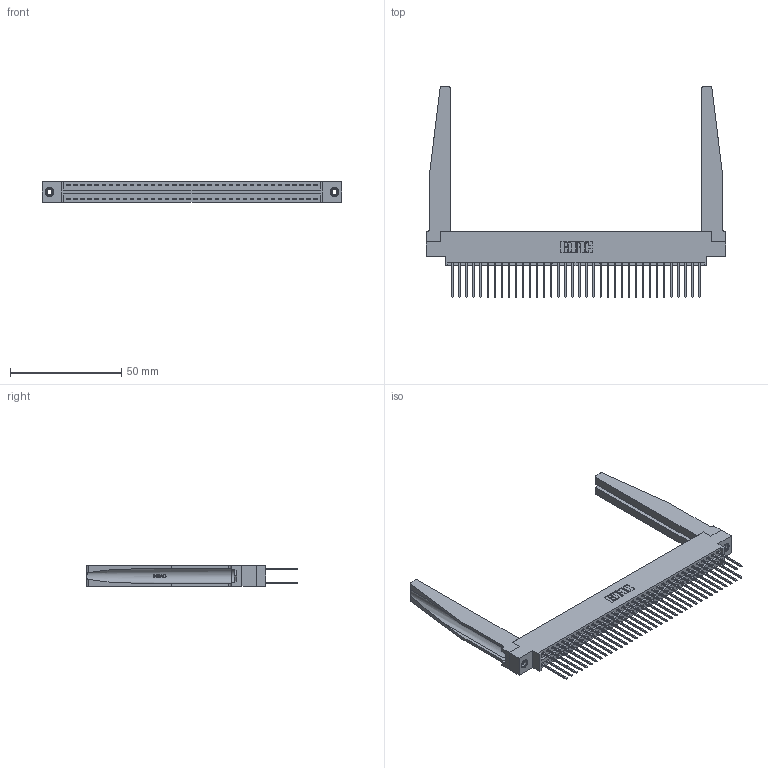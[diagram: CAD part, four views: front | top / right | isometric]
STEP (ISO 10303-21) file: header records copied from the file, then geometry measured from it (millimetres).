
FILE_DESCRIPTION (( 'STEP AP203' ), '1' );
FILE_NAME ('346-072-540-878.STEP', '2022-05-25T00:04:32', ( '' ), ( '' ), 'SwSTEP 2.0', 'SolidWorks 2020', '' );
FILE_SCHEMA (( 'CONFIG_CONTROL_DESIGN' ));
Length unit declared in the file: inch
Products named in the file (5): 346 Part_0.170 Offset - 0.156 Dia-TH; 345-250-001_345-250-001-102; 346-220-078_345-220-078; 346-072-540-878; 345-292-001_345-293-140
Assembly tree (77 placements, depth 2):
  346-072-540-878
    346 Part_0.170 Offset - 0.156 Dia-TH
    345-292-001_345-293-140  x72
    346-220-078_345-220-078  x2
    345-250-001_345-250-001-102  x2
Bounding box: 134.87 x 94.74 x 9.4 mm (x, y, z)
Volume: 20114.4 mm3; surface area: 26100.3 mm2
Topology: 77 solids, 77 shells, 4118 faces, 12145 edges, 7990 vertices
Faces by surface type: plane 2756, cylinder 1310, bspline 36, cone 12, torus 4
Entity records: 29616 total; most frequent: CARTESIAN_POINT 5833, ORIENTED_EDGE 4654, DIRECTION 4177, EDGE_CURVE 2327, VECTOR 1957, LINE 1957, VERTEX_POINT 1544, AXIS2_PLACEMENT_3D 1110
